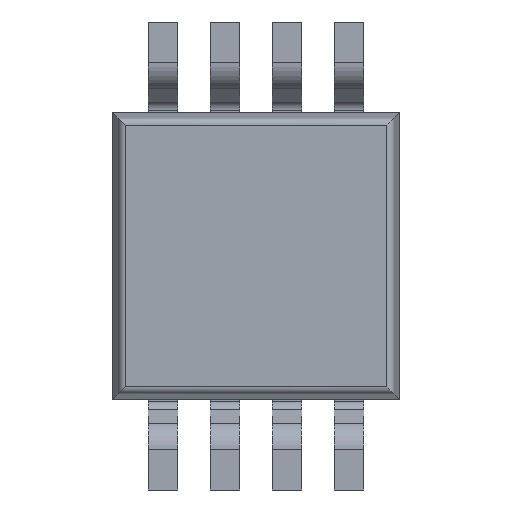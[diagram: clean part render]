
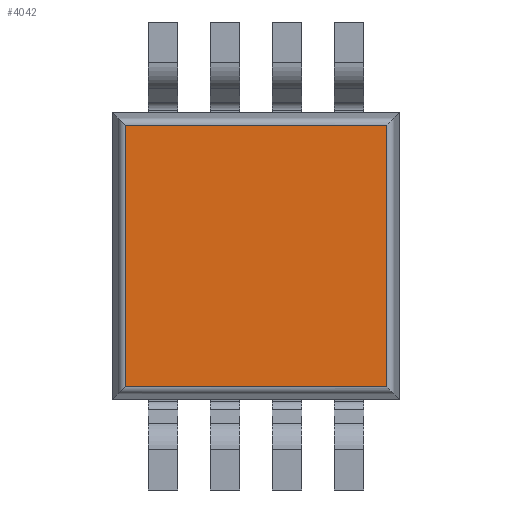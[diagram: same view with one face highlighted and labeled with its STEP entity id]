
A CAD part, front view. The second image highlights one B-rep face of the part: STEP entity #4042.
In plain terms, the highlighted planar face has unit normal (0, -1, 0).
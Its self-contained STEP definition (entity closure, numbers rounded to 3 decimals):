
#4003 = CARTESIAN_POINT ( 'NONE',  ( 1.369, 0., -1.369 ) ) ;
#4004 = VERTEX_POINT ( 'NONE', #4003 ) ;
#4005 = CARTESIAN_POINT ( 'NONE',  ( 1.369, 0., 1.369 ) ) ;
#4006 = VERTEX_POINT ( 'NONE', #4005 ) ;
#4007 = CARTESIAN_POINT ( 'NONE',  ( 1.369, 0., 0.893 ) ) ;
#4008 = DIRECTION ( 'NONE',  ( 0., 0., 1. ) ) ;
#4009 = VECTOR ( 'NONE', #4008, 1000. ) ;
#4010 = LINE ( 'NONE', #4007, #4009 ) ;
#4011 = EDGE_CURVE ( 'NONE', #4004, #4006, #4010, .T. ) ;
#4012 = ORIENTED_EDGE ( 'NONE', *, *, #4011, .T. ) ;
#4013 = CARTESIAN_POINT ( 'NONE',  ( -1.369, 0., 1.369 ) ) ;
#4014 = VERTEX_POINT ( 'NONE', #4013 ) ;
#4015 = CARTESIAN_POINT ( 'NONE',  ( 0.4, 0., 1.369 ) ) ;
#4016 = DIRECTION ( 'NONE',  ( -1., 0., 0. ) ) ;
#4017 = VECTOR ( 'NONE', #4016, 1000. ) ;
#4018 = LINE ( 'NONE', #4015, #4017 ) ;
#4019 = EDGE_CURVE ( 'NONE', #4006, #4014, #4018, .T. ) ;
#4020 = ORIENTED_EDGE ( 'NONE', *, *, #4019, .T. ) ;
#4021 = CARTESIAN_POINT ( 'NONE',  ( -1.369, 0., -1.369 ) ) ;
#4022 = VERTEX_POINT ( 'NONE', #4021 ) ;
#4023 = CARTESIAN_POINT ( 'NONE',  ( -1.369, 0., 0.893 ) ) ;
#4024 = DIRECTION ( 'NONE',  ( 0., 0., -1. ) ) ;
#4025 = VECTOR ( 'NONE', #4024, 1000. ) ;
#4026 = LINE ( 'NONE', #4023, #4025 ) ;
#4027 = EDGE_CURVE ( 'NONE', #4014, #4022, #4026, .T. ) ;
#4028 = ORIENTED_EDGE ( 'NONE', *, *, #4027, .T. ) ;
#4029 = CARTESIAN_POINT ( 'NONE',  ( 0.4, 0., -1.369 ) ) ;
#4030 = DIRECTION ( 'NONE',  ( 1., 0., 0. ) ) ;
#4031 = VECTOR ( 'NONE', #4030, 1000. ) ;
#4032 = LINE ( 'NONE', #4029, #4031 ) ;
#4033 = EDGE_CURVE ( 'NONE', #4022, #4004, #4032, .T. ) ;
#4034 = ORIENTED_EDGE ( 'NONE', *, *, #4033, .T. ) ;
#4035 = EDGE_LOOP ( 'NONE', ( #4012, #4020, #4028, #4034 ) ) ;
#4036 = FACE_OUTER_BOUND ( 'NONE', #4035, .T. ) ;
#4037 = CARTESIAN_POINT ( 'NONE',  ( 0.4, 0., 0.893 ) ) ;
#4038 = DIRECTION ( 'NONE',  ( 0., -1., 0. ) ) ;
#4039 = DIRECTION ( 'NONE',  ( 0., 0., -1. ) ) ;
#4040 = AXIS2_PLACEMENT_3D ( 'NONE', #4037, #4038, #4039 ) ;
#4041 = PLANE ( 'NONE', #4040 ) ;
#4042 = ADVANCED_FACE ( 'NONE', ( #4036 ), #4041, .T. ) ;
